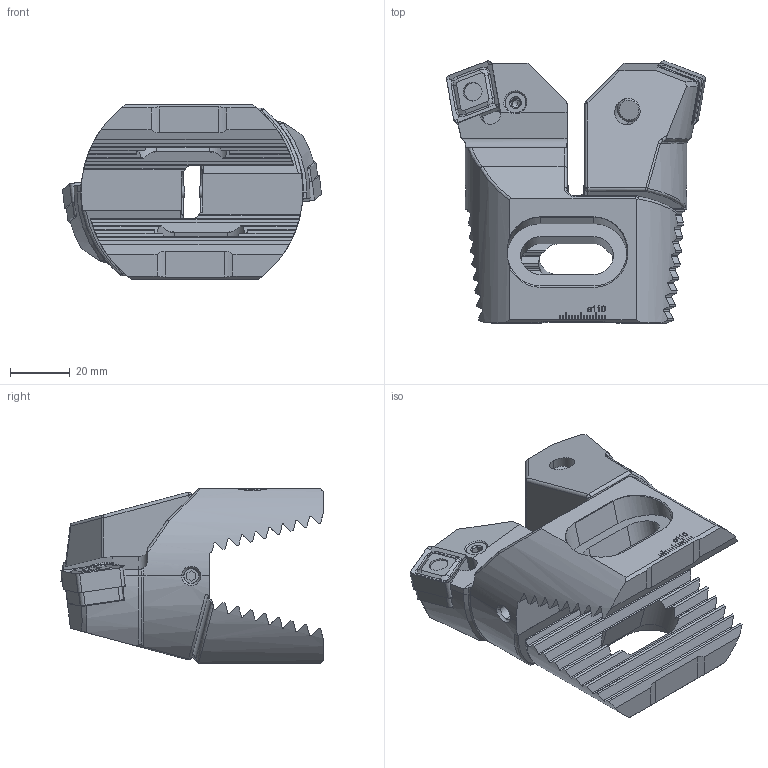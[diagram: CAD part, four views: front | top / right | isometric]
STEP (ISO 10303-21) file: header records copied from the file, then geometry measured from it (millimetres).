
FILE_DESCRIPTION (( 'STEP AP203' ), '1' );
FILE_NAME ('D24.064.087.116.STEP', '2018-03-05T13:24:04', ( 'SWIAdmin' ), ( 'Hewlett-Packard Company' ), 'SwSTEP 2.0', 'SolidWorks 2017', '' );
FILE_SCHEMA (( 'CONFIG_CONTROL_DESIGN' ));
Length unit declared in the file: millimetre
Products named in the file (9): D24.064.087.116; WCE-ER1.101.000; Z72-ER3.001.030; CNMG160612; WCE-ER3.101.000_A; WCE; WCE-ER2.101.004_A; Z72-xxx.001.050_C_CN 16 70ø; WCE-ER4.101.020_A
Assembly tree (14 placements, depth 3):
  D24.064.087.116
    Z72-xxx.001.050_C_CN 16 70ø  x2
    WCE  x2
      WCE-ER4.101.020_A
      WCE-ER3.101.000_A
    WCE-ER1.101.000  x2
    WCE-ER2.101.004_A  x2
    CNMG160612  x2
    Z72-ER3.001.030  x2
Bounding box: 86.5 x 87.5 x 58.2 mm (x, y, z)
Volume: 147630.7 mm3; surface area: 43850.8 mm2
Topology: 14 solids, 14 shells, 902 faces, 2340 edges, 1458 vertices
Faces by surface type: plane 486, cylinder 172, cone 110, bspline 100, torus 20, sphere 14
Entity records: 16847 total; most frequent: CARTESIAN_POINT 5468, ORIENTED_EDGE 2316, DIRECTION 1914, EDGE_CURVE 1158, VERTEX_POINT 728, VECTOR 670, LINE 670, AXIS2_PLACEMENT_3D 622
